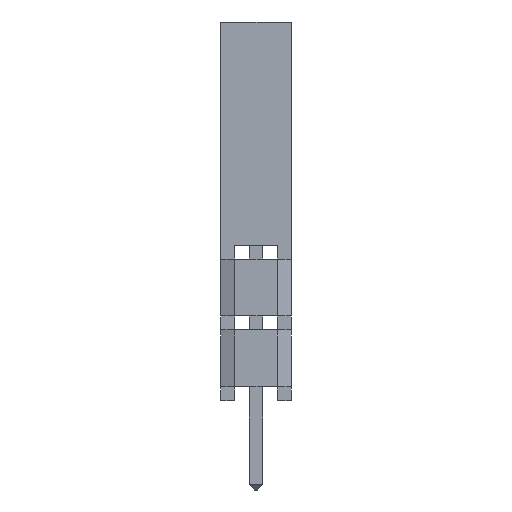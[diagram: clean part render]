
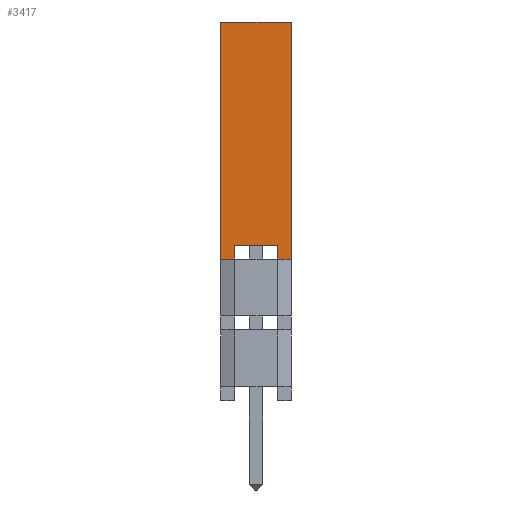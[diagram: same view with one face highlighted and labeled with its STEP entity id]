
A CAD part, left-side view. The second image highlights one B-rep face of the part: STEP entity #3417.
In plain terms, the highlighted planar face has unit normal (-1, 0, 0).
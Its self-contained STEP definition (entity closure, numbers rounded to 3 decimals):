
#1792 = VERTEX_POINT('',#1793);
#1793 = CARTESIAN_POINT('',(-1.27,-0.77,5.08));
#1838 = VERTEX_POINT('',#1839);
#1839 = CARTESIAN_POINT('',(-1.27,-1.27,5.08));
#1845 = EDGE_CURVE('',#1838,#1846,#1848,.T.);
#1846 = VERTEX_POINT('',#1847);
#1847 = CARTESIAN_POINT('',(-1.27,-1.27,13.58));
#1848 = LINE('',#1849,#1850);
#1849 = CARTESIAN_POINT('',(-1.27,-1.27,5.08));
#1850 = VECTOR('',#1851,1.);
#1851 = DIRECTION('',(0.,0.,1.));
#2143 = VERTEX_POINT('',#2144);
#2144 = CARTESIAN_POINT('',(-1.27,0.77,5.08));
#2206 = VERTEX_POINT('',#2207);
#2207 = CARTESIAN_POINT('',(-1.27,1.27,5.08));
#2213 = EDGE_CURVE('',#2206,#2214,#2216,.T.);
#2214 = VERTEX_POINT('',#2215);
#2215 = CARTESIAN_POINT('',(-1.27,1.27,13.58));
#2216 = LINE('',#2217,#2218);
#2217 = CARTESIAN_POINT('',(-1.27,1.27,5.08));
#2218 = VECTOR('',#2219,1.);
#2219 = DIRECTION('',(0.,0.,1.));
#3377 = EDGE_CURVE('',#1838,#1792,#3378,.T.);
#3378 = LINE('',#3379,#3380);
#3379 = CARTESIAN_POINT('',(-1.27,-1.27,5.08));
#3380 = VECTOR('',#3381,1.);
#3381 = DIRECTION('',(0.,1.,0.));
#3417 = ADVANCED_FACE('',(#3418),#3457,.F.);
#3418 = FACE_BOUND('',#3419,.F.);
#3419 = EDGE_LOOP('',(#3420,#3426,#3427,#3428,#3436,#3444,#3450,#3456));
#3420 = ORIENTED_EDGE('',*,*,#3421,.F.);
#3421 = EDGE_CURVE('',#1846,#2214,#3422,.T.);
#3422 = LINE('',#3423,#3424);
#3423 = CARTESIAN_POINT('',(-1.27,-1.27,13.58));
#3424 = VECTOR('',#3425,1.);
#3425 = DIRECTION('',(0.,1.,0.));
#3426 = ORIENTED_EDGE('',*,*,#1845,.F.);
#3427 = ORIENTED_EDGE('',*,*,#3377,.T.);
#3428 = ORIENTED_EDGE('',*,*,#3429,.T.);
#3429 = EDGE_CURVE('',#1792,#3430,#3432,.T.);
#3430 = VERTEX_POINT('',#3431);
#3431 = CARTESIAN_POINT('',(-1.27,-0.77,5.58));
#3432 = LINE('',#3433,#3434);
#3433 = CARTESIAN_POINT('',(-1.27,-0.77,5.08));
#3434 = VECTOR('',#3435,1.);
#3435 = DIRECTION('',(0.,0.,1.));
#3436 = ORIENTED_EDGE('',*,*,#3437,.T.);
#3437 = EDGE_CURVE('',#3430,#3438,#3440,.T.);
#3438 = VERTEX_POINT('',#3439);
#3439 = CARTESIAN_POINT('',(-1.27,0.77,5.58));
#3440 = LINE('',#3441,#3442);
#3441 = CARTESIAN_POINT('',(-1.27,-0.77,5.58));
#3442 = VECTOR('',#3443,1.);
#3443 = DIRECTION('',(0.,1.,0.));
#3444 = ORIENTED_EDGE('',*,*,#3445,.F.);
#3445 = EDGE_CURVE('',#2143,#3438,#3446,.T.);
#3446 = LINE('',#3447,#3448);
#3447 = CARTESIAN_POINT('',(-1.27,0.77,5.08));
#3448 = VECTOR('',#3449,1.);
#3449 = DIRECTION('',(0.,0.,1.));
#3450 = ORIENTED_EDGE('',*,*,#3451,.T.);
#3451 = EDGE_CURVE('',#2143,#2206,#3452,.T.);
#3452 = LINE('',#3453,#3454);
#3453 = CARTESIAN_POINT('',(-1.27,-1.27,5.08));
#3454 = VECTOR('',#3455,1.);
#3455 = DIRECTION('',(0.,1.,0.));
#3456 = ORIENTED_EDGE('',*,*,#2213,.T.);
#3457 = PLANE('',#3458);
#3458 = AXIS2_PLACEMENT_3D('',#3459,#3460,#3461);
#3459 = CARTESIAN_POINT('',(-1.27,-1.27,5.08));
#3460 = DIRECTION('',(1.,0.,0.));
#3461 = DIRECTION('',(0.,0.,1.));
